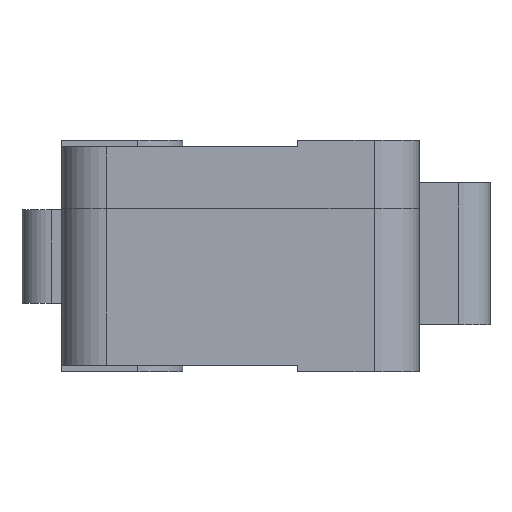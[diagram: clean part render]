
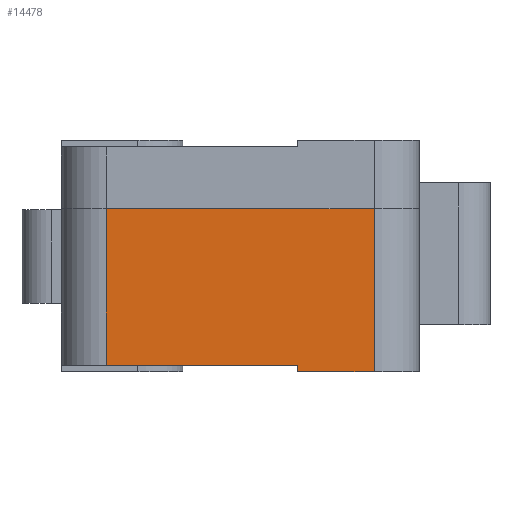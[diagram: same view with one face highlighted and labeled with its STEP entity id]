
A CAD part, left-side view. The second image highlights one B-rep face of the part: STEP entity #14478.
In plain terms, the highlighted planar face has unit normal (-1, 0, 0).
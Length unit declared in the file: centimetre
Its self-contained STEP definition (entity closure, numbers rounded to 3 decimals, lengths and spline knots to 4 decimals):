
#1612=FACE_OUTER_BOUND('',#2436,.T.);
#2436=EDGE_LOOP('',(#13187,#13188,#13189,#13190,#13191,#13192));
#3520=LINE('',#23487,#5090);
#3987=LINE('',#26331,#5557);
#3990=LINE('',#26339,#5560);
#3995=LINE('',#26351,#5565);
#3998=LINE('',#26357,#5568);
#4010=LINE('',#26387,#5580);
#5090=VECTOR('',#16937,1.);
#5557=VECTOR('',#17958,1.);
#5560=VECTOR('',#17965,1.);
#5565=VECTOR('',#17982,1.);
#5568=VECTOR('',#17991,1.);
#5580=VECTOR('',#18029,1.);
#6658=VERTEX_POINT('',#23477);
#6660=VERTEX_POINT('',#23486);
#6950=VERTEX_POINT('',#26327);
#6951=VERTEX_POINT('',#26329);
#6954=VERTEX_POINT('',#26338);
#6955=VERTEX_POINT('',#26349);
#8399=EDGE_CURVE('',#6660,#6658,#3520,.T.);
#9016=EDGE_CURVE('',#6950,#6951,#3987,.T.);
#9020=EDGE_CURVE('',#6954,#6950,#3990,.T.);
#9027=EDGE_CURVE('',#6955,#6951,#3995,.T.);
#9030=EDGE_CURVE('',#6954,#6658,#3998,.T.);
#9044=EDGE_CURVE('',#6955,#6660,#4010,.T.);
#13187=ORIENTED_EDGE('',*,*,#8399,.T.);
#13188=ORIENTED_EDGE('',*,*,#9030,.F.);
#13189=ORIENTED_EDGE('',*,*,#9020,.T.);
#13190=ORIENTED_EDGE('',*,*,#9016,.T.);
#13191=ORIENTED_EDGE('',*,*,#9027,.F.);
#13192=ORIENTED_EDGE('',*,*,#9044,.T.);
#13717=PLANE('',#15149);
#14478=ADVANCED_FACE('',(#1612),#13717,.T.);
#15149=AXIS2_PLACEMENT_3D('',#26386,#18027,#18028);
#16937=DIRECTION('',(0.,1.,0.));
#17958=DIRECTION('',(0.,0.,-1.));
#17965=DIRECTION('',(0.,-1.,0.));
#17982=DIRECTION('',(0.,1.,0.));
#17991=DIRECTION('',(0.,0.,1.));
#18027=DIRECTION('center_axis',(-1.,0.,0.));
#18028=DIRECTION('ref_axis',(0.,0.,1.));
#18029=DIRECTION('',(0.,0.,1.));
#23477=CARTESIAN_POINT('',(-2.89,0.6425,0.725));
#23486=CARTESIAN_POINT('',(-2.89,-0.5475,0.725));
#23487=CARTESIAN_POINT('',(-2.89,0.1475,0.725));
#26327=CARTESIAN_POINT('',(-2.89,-0.2075,0.03));
#26329=CARTESIAN_POINT('',(-2.89,-0.2075,0.));
#26331=CARTESIAN_POINT('',(-2.89,-0.2075,0.));
#26338=CARTESIAN_POINT('',(-2.89,0.6425,0.03));
#26339=CARTESIAN_POINT('',(-2.89,-0.246,0.03));
#26349=CARTESIAN_POINT('',(-2.89,-0.5475,0.));
#26351=CARTESIAN_POINT('',(-2.89,-0.5475,0.));
#26357=CARTESIAN_POINT('',(-2.89,0.6425,0.));
#26386=CARTESIAN_POINT('Origin',(-2.89,-0.5475,0.));
#26387=CARTESIAN_POINT('',(-2.89,-0.5475,0.));
